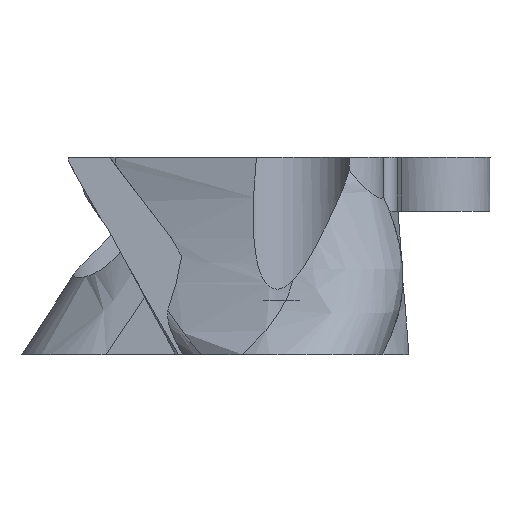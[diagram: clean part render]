
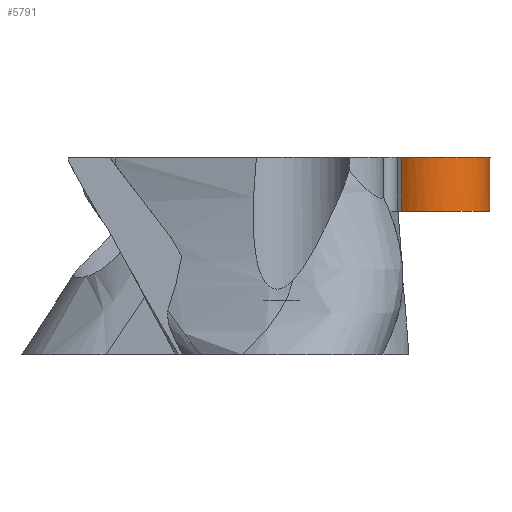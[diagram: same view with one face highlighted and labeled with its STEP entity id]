
A CAD part, left-side view. The second image highlights one B-rep face of the part: STEP entity #5791.
In plain terms, the highlighted cylindrical face has radius 3 mm (diameter 6 mm), a partial arc.
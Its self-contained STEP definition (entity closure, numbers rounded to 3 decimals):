
#134 = PLANE('',#135);
#135 = AXIS2_PLACEMENT_3D('',#136,#137,#138);
#136 = CARTESIAN_POINT('',(1.005,-54.962,37.));
#137 = DIRECTION('',(0.,0.,1.));
#138 = DIRECTION('',(0.,1.,0.));
#812 = VERTEX_POINT('',#813);
#813 = CARTESIAN_POINT('',(-12.809,-60.085,37.));
#827 = PLANE('',#828);
#828 = AXIS2_PLACEMENT_3D('',#829,#830,#831);
#829 = CARTESIAN_POINT('',(-12.809,-60.085,34.));
#830 = DIRECTION('',(-0.77,0.638,0.));
#831 = DIRECTION('',(0.638,0.77,0.));
#839 = EDGE_CURVE('',#812,#840,#842,.T.);
#840 = VERTEX_POINT('',#841);
#841 = CARTESIAN_POINT('',(-13.499,-62.083,37.));
#842 = SURFACE_CURVE('',#843,(#848,#855),.PCURVE_S1.);
#843 = CIRCLE('',#844,3.);
#844 = AXIS2_PLACEMENT_3D('',#845,#846,#847);
#845 = CARTESIAN_POINT('',(-10.5,-62.,37.));
#846 = DIRECTION('',(0.,0.,1.));
#847 = DIRECTION('',(1.,0.,0.));
#848 = PCURVE('',#134,#849);
#849 = DEFINITIONAL_REPRESENTATION('',(#850),#854);
#850 = CIRCLE('',#851,3.);
#851 = AXIS2_PLACEMENT_2D('',#852,#853);
#852 = CARTESIAN_POINT('',(-7.038,11.505));
#853 = DIRECTION('',(0.,-1.));
#854 = ( GEOMETRIC_REPRESENTATION_CONTEXT(2) 
PARAMETRIC_REPRESENTATION_CONTEXT() REPRESENTATION_CONTEXT('2D SPACE',''
  ) );
#855 = PCURVE('',#856,#861);
#856 = CYLINDRICAL_SURFACE('',#857,3.);
#857 = AXIS2_PLACEMENT_3D('',#858,#859,#860);
#858 = CARTESIAN_POINT('',(-10.5,-62.,34.));
#859 = DIRECTION('',(-0.,-0.,-1.));
#860 = DIRECTION('',(1.,0.,0.));
#861 = DEFINITIONAL_REPRESENTATION('',(#862),#866);
#862 = LINE('',#863,#864);
#863 = CARTESIAN_POINT('',(-0.,-3.));
#864 = VECTOR('',#865,1.);
#865 = DIRECTION('',(-1.,0.));
#866 = ( GEOMETRIC_REPRESENTATION_CONTEXT(2) 
PARAMETRIC_REPRESENTATION_CONTEXT() REPRESENTATION_CONTEXT('2D SPACE',''
  ) );
#884 = PLANE('',#885);
#885 = AXIS2_PLACEMENT_3D('',#886,#887,#888);
#886 = CARTESIAN_POINT('',(1.005,-54.962,37.));
#887 = DIRECTION('',(0.,0.,1.));
#888 = DIRECTION('',(0.,1.,0.));
#3183 = PLANE('',#3184);
#3184 = AXIS2_PLACEMENT_3D('',#3185,#3186,#3187);
#3185 = CARTESIAN_POINT('',(1.005,-54.962,34.));
#3186 = DIRECTION('',(0.,0.,1.));
#3187 = DIRECTION('',(0.,1.,0.));
#3676 = CYLINDRICAL_SURFACE('',#3677,51.);
#3677 = AXIS2_PLACEMENT_3D('',#3678,#3679,#3680);
#3678 = CARTESIAN_POINT('',(0.,-114.969,34.));
#3679 = DIRECTION('',(-0.,-0.,-1.));
#3680 = DIRECTION('',(1.,0.,0.));
#3738 = EDGE_CURVE('',#840,#3739,#3741,.T.);
#3739 = VERTEX_POINT('',#3740);
#3740 = CARTESIAN_POINT('',(-9.917,-64.943,37.));
#3741 = SURFACE_CURVE('',#3742,(#3747,#3754),.PCURVE_S1.);
#3742 = CIRCLE('',#3743,3.);
#3743 = AXIS2_PLACEMENT_3D('',#3744,#3745,#3746);
#3744 = CARTESIAN_POINT('',(-10.5,-62.,37.));
#3745 = DIRECTION('',(0.,0.,1.));
#3746 = DIRECTION('',(1.,0.,0.));
#3747 = PCURVE('',#884,#3748);
#3748 = DEFINITIONAL_REPRESENTATION('',(#3749),#3753);
#3749 = CIRCLE('',#3750,3.);
#3750 = AXIS2_PLACEMENT_2D('',#3751,#3752);
#3751 = CARTESIAN_POINT('',(-7.038,11.505));
#3752 = DIRECTION('',(0.,-1.));
#3753 = ( GEOMETRIC_REPRESENTATION_CONTEXT(2) 
PARAMETRIC_REPRESENTATION_CONTEXT() REPRESENTATION_CONTEXT('2D SPACE',''
  ) );
#3754 = PCURVE('',#856,#3755);
#3755 = DEFINITIONAL_REPRESENTATION('',(#3756),#3760);
#3756 = LINE('',#3757,#3758);
#3757 = CARTESIAN_POINT('',(-0.,-3.));
#3758 = VECTOR('',#3759,1.);
#3759 = DIRECTION('',(-1.,0.));
#3760 = ( GEOMETRIC_REPRESENTATION_CONTEXT(2) 
PARAMETRIC_REPRESENTATION_CONTEXT() REPRESENTATION_CONTEXT('2D SPACE',''
  ) );
#5791 = ADVANCED_FACE('',(#5792),#856,.T.);
#5792 = FACE_BOUND('',#5793,.F.);
#5793 = EDGE_LOOP('',(#5794,#5817,#5818,#5819,#5842));
#5794 = ORIENTED_EDGE('',*,*,#5795,.T.);
#5795 = EDGE_CURVE('',#5796,#812,#5798,.T.);
#5796 = VERTEX_POINT('',#5797);
#5797 = CARTESIAN_POINT('',(-12.809,-60.085,34.));
#5798 = SURFACE_CURVE('',#5799,(#5803,#5810),.PCURVE_S1.);
#5799 = LINE('',#5800,#5801);
#5800 = CARTESIAN_POINT('',(-12.809,-60.085,34.));
#5801 = VECTOR('',#5802,1.);
#5802 = DIRECTION('',(0.,0.,1.));
#5803 = PCURVE('',#856,#5804);
#5804 = DEFINITIONAL_REPRESENTATION('',(#5805),#5809);
#5805 = LINE('',#5806,#5807);
#5806 = CARTESIAN_POINT('',(-2.449,0.));
#5807 = VECTOR('',#5808,1.);
#5808 = DIRECTION('',(-0.,-1.));
#5809 = ( GEOMETRIC_REPRESENTATION_CONTEXT(2) 
PARAMETRIC_REPRESENTATION_CONTEXT() REPRESENTATION_CONTEXT('2D SPACE',''
  ) );
#5810 = PCURVE('',#827,#5811);
#5811 = DEFINITIONAL_REPRESENTATION('',(#5812),#5816);
#5812 = LINE('',#5813,#5814);
#5813 = CARTESIAN_POINT('',(0.,0.));
#5814 = VECTOR('',#5815,1.);
#5815 = DIRECTION('',(0.,-1.));
#5816 = ( GEOMETRIC_REPRESENTATION_CONTEXT(2) 
PARAMETRIC_REPRESENTATION_CONTEXT() REPRESENTATION_CONTEXT('2D SPACE',''
  ) );
#5817 = ORIENTED_EDGE('',*,*,#839,.T.);
#5818 = ORIENTED_EDGE('',*,*,#3738,.T.);
#5819 = ORIENTED_EDGE('',*,*,#5820,.F.);
#5820 = EDGE_CURVE('',#5821,#3739,#5823,.T.);
#5821 = VERTEX_POINT('',#5822);
#5822 = CARTESIAN_POINT('',(-9.917,-64.943,34.));
#5823 = SURFACE_CURVE('',#5824,(#5828,#5835),.PCURVE_S1.);
#5824 = LINE('',#5825,#5826);
#5825 = CARTESIAN_POINT('',(-9.917,-64.943,34.));
#5826 = VECTOR('',#5827,1.);
#5827 = DIRECTION('',(0.,0.,1.));
#5828 = PCURVE('',#856,#5829);
#5829 = DEFINITIONAL_REPRESENTATION('',(#5830),#5834);
#5830 = LINE('',#5831,#5832);
#5831 = CARTESIAN_POINT('',(-4.908,0.));
#5832 = VECTOR('',#5833,1.);
#5833 = DIRECTION('',(-0.,-1.));
#5834 = ( GEOMETRIC_REPRESENTATION_CONTEXT(2) 
PARAMETRIC_REPRESENTATION_CONTEXT() REPRESENTATION_CONTEXT('2D SPACE',''
  ) );
#5835 = PCURVE('',#3676,#5836);
#5836 = DEFINITIONAL_REPRESENTATION('',(#5837),#5841);
#5837 = LINE('',#5838,#5839);
#5838 = CARTESIAN_POINT('',(-1.766,0.));
#5839 = VECTOR('',#5840,1.);
#5840 = DIRECTION('',(-0.,-1.));
#5841 = ( GEOMETRIC_REPRESENTATION_CONTEXT(2) 
PARAMETRIC_REPRESENTATION_CONTEXT() REPRESENTATION_CONTEXT('2D SPACE',''
  ) );
#5842 = ORIENTED_EDGE('',*,*,#5843,.F.);
#5843 = EDGE_CURVE('',#5796,#5821,#5844,.T.);
#5844 = SURFACE_CURVE('',#5845,(#5850,#5857),.PCURVE_S1.);
#5845 = CIRCLE('',#5846,3.);
#5846 = AXIS2_PLACEMENT_3D('',#5847,#5848,#5849);
#5847 = CARTESIAN_POINT('',(-10.5,-62.,34.));
#5848 = DIRECTION('',(0.,0.,1.));
#5849 = DIRECTION('',(1.,0.,0.));
#5850 = PCURVE('',#856,#5851);
#5851 = DEFINITIONAL_REPRESENTATION('',(#5852),#5856);
#5852 = LINE('',#5853,#5854);
#5853 = CARTESIAN_POINT('',(-0.,0.));
#5854 = VECTOR('',#5855,1.);
#5855 = DIRECTION('',(-1.,0.));
#5856 = ( GEOMETRIC_REPRESENTATION_CONTEXT(2) 
PARAMETRIC_REPRESENTATION_CONTEXT() REPRESENTATION_CONTEXT('2D SPACE',''
  ) );
#5857 = PCURVE('',#3183,#5858);
#5858 = DEFINITIONAL_REPRESENTATION('',(#5859),#5863);
#5859 = CIRCLE('',#5860,3.);
#5860 = AXIS2_PLACEMENT_2D('',#5861,#5862);
#5861 = CARTESIAN_POINT('',(-7.038,11.505));
#5862 = DIRECTION('',(0.,-1.));
#5863 = ( GEOMETRIC_REPRESENTATION_CONTEXT(2) 
PARAMETRIC_REPRESENTATION_CONTEXT() REPRESENTATION_CONTEXT('2D SPACE',''
  ) );
